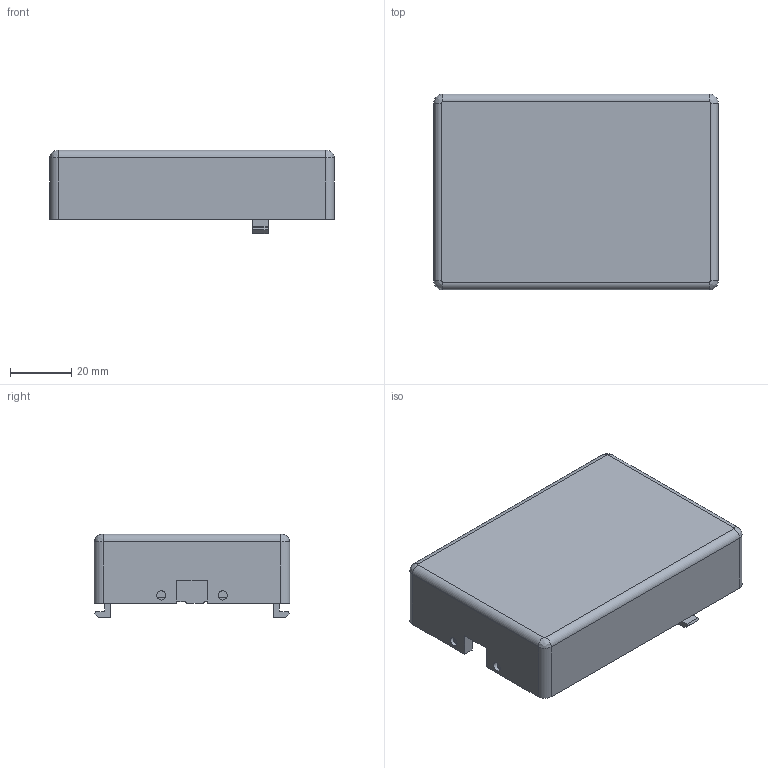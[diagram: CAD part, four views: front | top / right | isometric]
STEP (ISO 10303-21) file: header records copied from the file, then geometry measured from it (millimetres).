
FILE_DESCRIPTION(/* description */ (''),/* implementation_level */ '2;1');
FILE_NAME(/* name */ 'Raspberry Pi 4 case top part v2.step',/* time_stamp */ '2021-03-15T12:55:58+01:00',/* author */ (''),/* organization */ (''),/* preprocessor_version */ 'ST-DEVELOPER v18.1',/* originating_system */ 'Autodesk Translation Framework v9.10.0.1330',/* authorisation */ '');
FILE_SCHEMA (('AUTOMOTIVE_DESIGN { 1 0 10303 214 3 1 1 }'));
Length unit declared in the file: millimetre
Products named in the file (2): Raspberry Pi 4 case top part; Plastic case
Assembly tree (1 placements, depth 2):
  Raspberry Pi 4 case top part
    Plastic case
Bounding box: 93 x 64 x 27.27 mm (x, y, z)
Volume: 39628.5 mm3; surface area: 25049.1 mm2
Topology: 1 solids, 1 shells, 101 faces, 280 edges, 181 vertices
Faces by surface type: plane 65, cylinder 28, torus 4, bspline 4
Full cylindrical faces by diameter (mm): 3 x2
Entity records: 3328 total; most frequent: CARTESIAN_POINT 663, ORIENTED_EDGE 560, DIRECTION 537, EDGE_CURVE 280, LINE 203, VECTOR 203, VERTEX_POINT 181, AXIS2_PLACEMENT_3D 167
